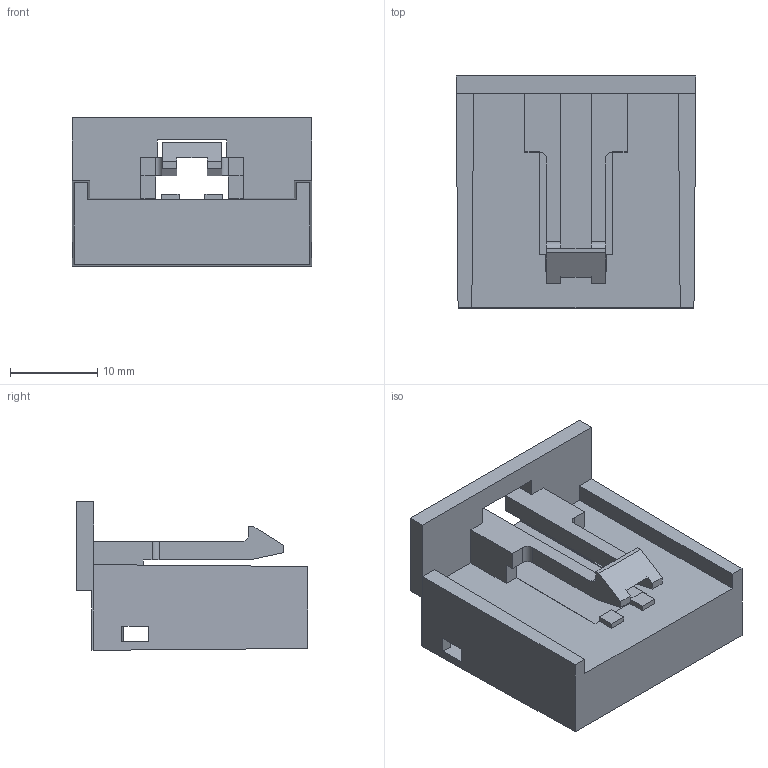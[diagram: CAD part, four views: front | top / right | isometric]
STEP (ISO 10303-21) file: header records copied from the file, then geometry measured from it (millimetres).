
FILE_DESCRIPTION(/* description */ (''),/* implementation_level */ '2;1');
FILE_NAME(/* name */ '13938425_ENV10_01.stp',/* time_stamp */ '2023-07-21T01:19:57+08:00',/* author */ (''),/* organization */ (''),/* preprocessor_version */ 'ST-DEVELOPER v16',/* originating_system */ 'SIEMENS PLM Software NX 11.0',/* authorisation */ '');
FILE_SCHEMA (('AUTOMOTIVE_DESIGN { 1 0 10303 214 3 1 1 1 }'));
Length unit declared in the file: millimetre
Products named in the file (1): 13938425_ENV10_01
Bounding box: 27.4 x 26.5 x 17 mm (x, y, z)
Volume: 5709 mm3; surface area: 3759.7 mm2
Topology: 1 solids, 1 shells, 67 faces, 199 edges, 130 vertices
Faces by surface type: plane 63, cylinder 4
Entity records: 2237 total; most frequent: ORIENTED_EDGE 398, CARTESIAN_POINT 397, DIRECTION 343, EDGE_CURVE 199, LINE 191, VECTOR 191, VERTEX_POINT 130, AXIS2_PLACEMENT_3D 76
